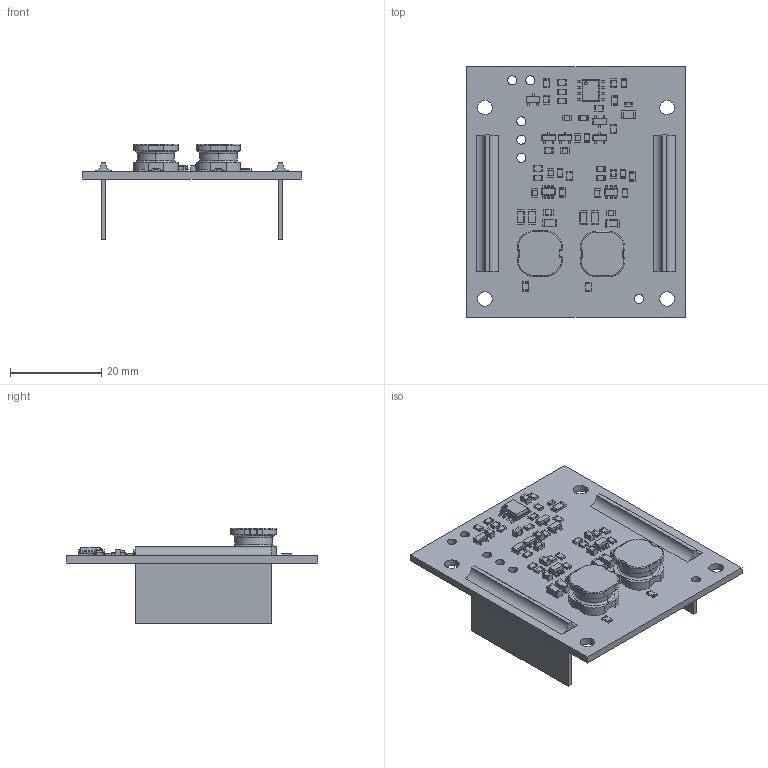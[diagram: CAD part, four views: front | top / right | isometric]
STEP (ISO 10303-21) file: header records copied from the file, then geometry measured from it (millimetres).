
FILE_DESCRIPTION(('KiCad electronic assembly'),'2;1');
FILE_NAME('makita_protector.step','2021-01-20T16:18:58',('An Author'),( 'A Company'),'Open CASCADE STEP processor 6.9', 'KiCad to STEP converter','Unknown');
FILE_SCHEMA(('AUTOMOTIVE_DESIGN { 1 0 10303 214 1 1 1 1 }'));
Length unit declared in the file: millimetre
Products named in the file (25): Open CASCADE STEP translator 6.9 1; srn1060; SOLID; contacts; R_0805_2012Metric; SOT-23-6; C_1206_3216Metric; C_0805_2012Metric; Fuse_0603_1608Metric; SOIC-8_3.9x4.9mm_P1.27mm; SOT-23; Fuse_1206_3216Metric; D_SOT-23; COMPOUND
Assembly tree (66 placements, depth 3):
  Open CASCADE STEP translator 6.9 1
    srn1060  x2
      SOLID
    contacts
      SOLID
      SOLID
    R_0805_2012Metric  x23
      SOLID
    SOT-23-6  x2
      SOLID
    C_1206_3216Metric  x6
      SOLID
    C_0805_2012Metric  x11
      SOLID
    Fuse_0603_1608Metric
      SOLID
    SOIC-8_3.9x4.9mm_P1.27mm
      SOLID
    SOT-23
      SOLID
    Fuse_1206_3216Metric
      SOLID
    D_SOT-23  x4
      SOLID
    COMPOUND
Bounding box: 48 x 55 x 21 mm (x, y, z)
Volume: 6075.9 mm3; surface area: 9836.6 mm2
Topology: 55 solids, 55 shells, 2106 faces, 5363 edges, 3400 vertices
Faces by surface type: plane 1216, cylinder 631, bspline 235, torus 24
Full cylindrical faces by diameter (mm): 0.6 x1, 2 x6, 3.2 x4
Entity records: 49958 total; most frequent: CARTESIAN_POINT 11054, DIRECTION 6267, LINE 4067, VECTOR 4067, ORIENTED_EDGE 3470, PCURVE 3470, DEFINITIONAL_REPRESENTATION 3470, EDGE_CURVE 1735
